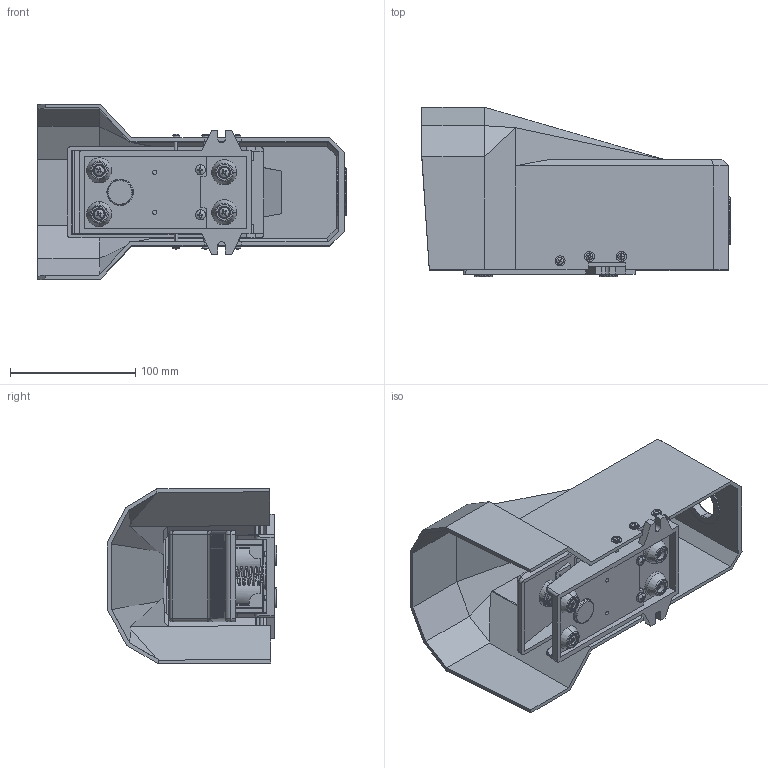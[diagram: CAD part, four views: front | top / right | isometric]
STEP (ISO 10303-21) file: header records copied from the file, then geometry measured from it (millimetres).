
FILE_DESCRIPTION (( 'STEP AP203' ), '1' );
FILE_NAME ('4F210G.step', '2017-03-07T18:51:47', ( '' ), ( '' ), 'SwSTEP 2.0', 'SolidWorks 2016', '' );
FILE_SCHEMA (( 'CONFIG_CONTROL_DESIGN' ));
Length unit declared in the file: millimetre
Products named in the file (1): 4F210G
Bounding box: 246.55 x 135.46 x 140.62 mm (x, y, z)
Surface area: 294562.5 mm2 (no closed solid volume)
Topology: 0 solids, 39 shells, 1128 faces, 2818 edges, 1820 vertices
Faces by surface type: plane 520, cylinder 411, bspline 90, cone 64, sphere 33, torus 10
Entity records: 41496 total; most frequent: CARTESIAN_POINT 15025, ORIENTED_EDGE 5588, DIRECTION 5364, EDGE_CURVE 2806, AXIS2_PLACEMENT_3D 1975, VERTEX_POINT 1820, VECTOR 1414, LINE 1414
